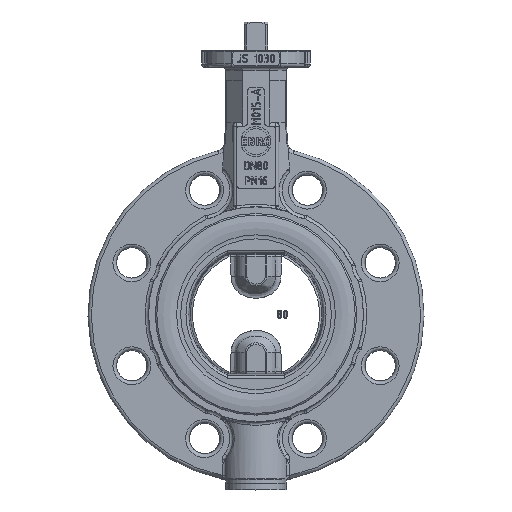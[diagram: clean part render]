
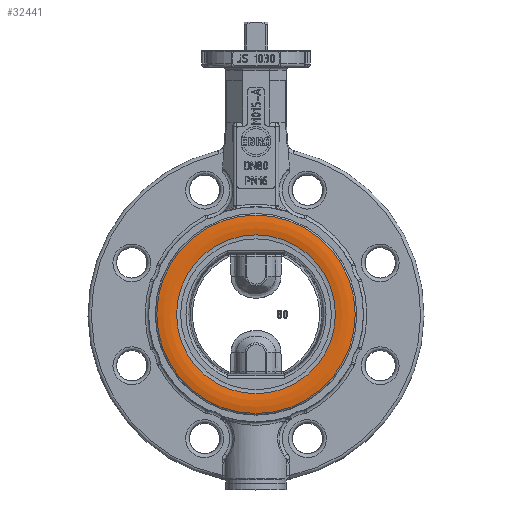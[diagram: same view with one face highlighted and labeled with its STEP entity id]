
A CAD part, top view. The second image highlights one B-rep face of the part: STEP entity #32441.
In plain terms, the highlighted toroidal (fillet/blend) face has major radius 53.1 mm and minor radius 24.3 mm.
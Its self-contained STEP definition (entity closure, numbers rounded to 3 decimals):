
#32410=CARTESIAN_POINT('',(0.0,-47.275,23.292));
#32411=VERTEX_POINT('',#32410);
#32412=CARTESIAN_POINT('',(0.0,0.0,23.292));
#32413=DIRECTION('',(0.0,0.0,1.0));
#32414=DIRECTION('',(0.0,-1.0,0.0));
#32415=AXIS2_PLACEMENT_3D('',#32412,#32413,#32414);
#32416=CIRCLE('',#32415,47.275);
#32417=EDGE_CURVE('',#32411,#32411,#32416,.T.);
#32422=CARTESIAN_POINT('',(0.0,0.0,-0.3));
#32423=DIRECTION('',(0.0,0.0,1.0));
#32424=DIRECTION('',(1.0,0.0,0.0));
#32425=AXIS2_PLACEMENT_3D('',#32422,#32423,#32424);
#32426=TOROIDAL_SURFACE('',#32425,53.1,24.3);
#32427=ORIENTED_EDGE('',*,*,#32417,.F.);
#32428=EDGE_LOOP('',(#32427));
#32429=FACE_OUTER_BOUND('',#32428,.T.);
#32430=CARTESIAN_POINT('',(0.0,-59.045,23.262));
#32431=VERTEX_POINT('',#32430);
#32432=CARTESIAN_POINT('',(0.0,0.0,23.262));
#32433=DIRECTION('',(0.0,0.0,1.0));
#32434=DIRECTION('',(0.0,-1.0,0.0));
#32435=AXIS2_PLACEMENT_3D('',#32432,#32433,#32434);
#32436=CIRCLE('',#32435,59.045);
#32437=EDGE_CURVE('',#32431,#32431,#32436,.T.);
#32438=ORIENTED_EDGE('',*,*,#32437,.T.);
#32439=EDGE_LOOP('',(#32438));
#32440=FACE_BOUND('',#32439,.T.);
#32441=ADVANCED_FACE('',(#32429,#32440),#32426,.T.);
